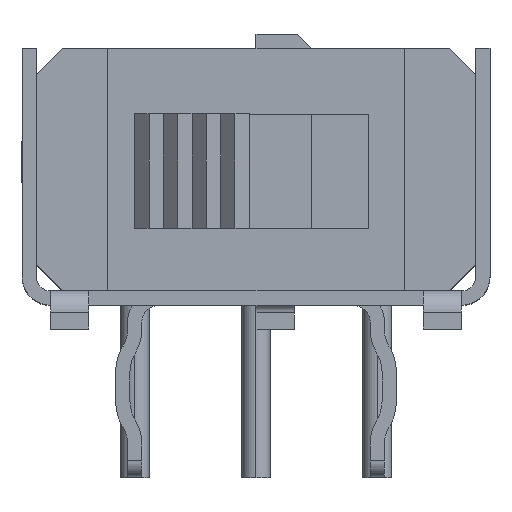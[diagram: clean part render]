
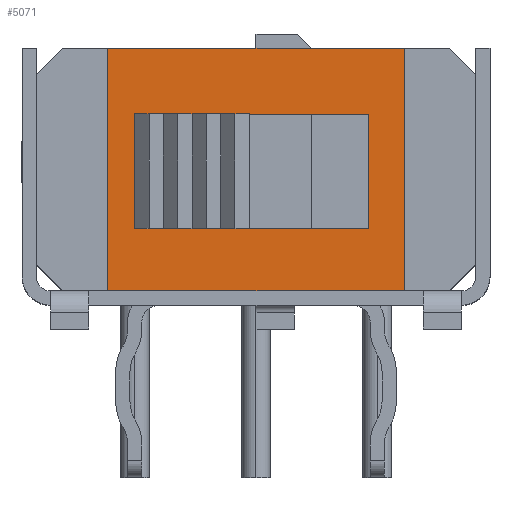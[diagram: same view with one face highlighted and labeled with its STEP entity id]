
A CAD part, top view. The second image highlights one B-rep face of the part: STEP entity #5071.
In plain terms, the highlighted planar face has unit normal (0, 0, 1).
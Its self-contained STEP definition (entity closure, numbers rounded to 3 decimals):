
#136 = AXIS2_PLACEMENT_3D ( 'NONE', #1514, #5227, #2471 ) ;
#274 = CARTESIAN_POINT ( 'NONE',  ( -3.1, 5.88, 4.72 ) ) ;
#304 = ORIENTED_EDGE ( 'NONE', *, *, #1995, .F. ) ;
#343 = CARTESIAN_POINT ( 'NONE',  ( -3.1, 5.88, 4.72 ) ) ;
#539 = CARTESIAN_POINT ( 'NONE',  ( -2.54, 4.5, 4.72 ) ) ;
#570 = VECTOR ( 'NONE', #5859, 1000. ) ;
#572 = CARTESIAN_POINT ( 'NONE',  ( 2.36, 2.1, 4.72 ) ) ;
#618 = DIRECTION ( 'NONE',  ( 1., 0., 0. ) ) ;
#624 = VERTEX_POINT ( 'NONE', #4899 ) ;
#722 = CARTESIAN_POINT ( 'NONE',  ( 2.36, 4.5, 4.72 ) ) ;
#835 = DIRECTION ( 'NONE',  ( 1., 0., 0. ) ) ;
#842 = ORIENTED_EDGE ( 'NONE', *, *, #2177, .F. ) ;
#843 = CARTESIAN_POINT ( 'NONE',  ( 3.1, 5.88, 4.72 ) ) ;
#860 = EDGE_CURVE ( 'NONE', #5990, #624, #4482, .T. ) ;
#866 = LINE ( 'NONE', #4770, #1814 ) ;
#927 = ORIENTED_EDGE ( 'NONE', *, *, #3844, .T. ) ;
#947 = FACE_BOUND ( 'NONE', #2067, .T. ) ;
#1011 = LINE ( 'NONE', #843, #4723 ) ;
#1093 = PLANE ( 'NONE',  #136 ) ;
#1174 = LINE ( 'NONE', #274, #5674 ) ;
#1514 = CARTESIAN_POINT ( 'NONE',  ( 0., 0., 4.72 ) ) ;
#1704 = VERTEX_POINT ( 'NONE', #2272 ) ;
#1814 = VECTOR ( 'NONE', #618, 1000. ) ;
#1995 = EDGE_CURVE ( 'NONE', #3103, #5990, #3431, .T. ) ;
#2067 = EDGE_LOOP ( 'NONE', ( #2352, #304, #842, #3433 ) ) ;
#2177 = EDGE_CURVE ( 'NONE', #1704, #3103, #4886, .T. ) ;
#2193 = CARTESIAN_POINT ( 'NONE',  ( -3.1, 5.88, 4.72 ) ) ;
#2241 = CARTESIAN_POINT ( 'NONE',  ( -2.54, 2.1, 4.72 ) ) ;
#2272 = CARTESIAN_POINT ( 'NONE',  ( -2.54, 2.1, 4.72 ) ) ;
#2352 = ORIENTED_EDGE ( 'NONE', *, *, #860, .F. ) ;
#2471 = DIRECTION ( 'NONE',  ( 1., 0., 0. ) ) ;
#2619 = VERTEX_POINT ( 'NONE', #4024 ) ;
#2966 = LINE ( 'NONE', #2193, #570 ) ;
#2987 = VECTOR ( 'NONE', #3754, 1000. ) ;
#3013 = ORIENTED_EDGE ( 'NONE', *, *, #3538, .T. ) ;
#3092 = VECTOR ( 'NONE', #5727, 1000. ) ;
#3103 = VERTEX_POINT ( 'NONE', #572 ) ;
#3431 = LINE ( 'NONE', #722, #5471 ) ;
#3433 = ORIENTED_EDGE ( 'NONE', *, *, #4319, .F. ) ;
#3531 = CARTESIAN_POINT ( 'NONE',  ( 3.1, 0.8, 4.72 ) ) ;
#3538 = EDGE_CURVE ( 'NONE', #5155, #3664, #866, .T. ) ;
#3664 = VERTEX_POINT ( 'NONE', #3531 ) ;
#3754 = DIRECTION ( 'NONE',  ( 0., -1., 0. ) ) ;
#3844 = EDGE_CURVE ( 'NONE', #2619, #4751, #2966, .T. ) ;
#3991 = ORIENTED_EDGE ( 'NONE', *, *, #4219, .T. ) ;
#4024 = CARTESIAN_POINT ( 'NONE',  ( 3.1, 5.88, 4.72 ) ) ;
#4085 = EDGE_CURVE ( 'NONE', #3664, #2619, #1011, .T. ) ;
#4219 = EDGE_CURVE ( 'NONE', #4751, #5155, #1174, .T. ) ;
#4319 = EDGE_CURVE ( 'NONE', #624, #1704, #5231, .T. ) ;
#4474 = DIRECTION ( 'NONE',  ( 0., -1., 0. ) ) ;
#4482 = LINE ( 'NONE', #539, #3092 ) ;
#4598 = CARTESIAN_POINT ( 'NONE',  ( 2.36, 4.5, 4.72 ) ) ;
#4723 = VECTOR ( 'NONE', #5961, 1000. ) ;
#4751 = VERTEX_POINT ( 'NONE', #343 ) ;
#4770 = CARTESIAN_POINT ( 'NONE',  ( -3.1, 0.8, 4.72 ) ) ;
#4812 = CARTESIAN_POINT ( 'NONE',  ( -3.1, 0.8, 4.72 ) ) ;
#4886 = LINE ( 'NONE', #2241, #5384 ) ;
#4899 = CARTESIAN_POINT ( 'NONE',  ( -2.54, 4.5, 4.72 ) ) ;
#5071 = ADVANCED_FACE ( 'NONE', ( #947, #5085 ), #1093, .T. ) ;
#5085 = FACE_OUTER_BOUND ( 'NONE', #5521, .T. ) ;
#5135 = CARTESIAN_POINT ( 'NONE',  ( -2.54, 4.5, 4.72 ) ) ;
#5155 = VERTEX_POINT ( 'NONE', #4812 ) ;
#5227 = DIRECTION ( 'NONE',  ( 0., 0., 1. ) ) ;
#5231 = LINE ( 'NONE', #5135, #2987 ) ;
#5330 = DIRECTION ( 'NONE',  ( 0., 1., 0. ) ) ;
#5384 = VECTOR ( 'NONE', #835, 1000. ) ;
#5471 = VECTOR ( 'NONE', #5330, 1000. ) ;
#5507 = ORIENTED_EDGE ( 'NONE', *, *, #4085, .T. ) ;
#5521 = EDGE_LOOP ( 'NONE', ( #3991, #3013, #5507, #927 ) ) ;
#5674 = VECTOR ( 'NONE', #4474, 1000. ) ;
#5727 = DIRECTION ( 'NONE',  ( -1., 0., 0. ) ) ;
#5859 = DIRECTION ( 'NONE',  ( -1., 0., 0. ) ) ;
#5961 = DIRECTION ( 'NONE',  ( 0., 1., 0. ) ) ;
#5990 = VERTEX_POINT ( 'NONE', #4598 ) ;
